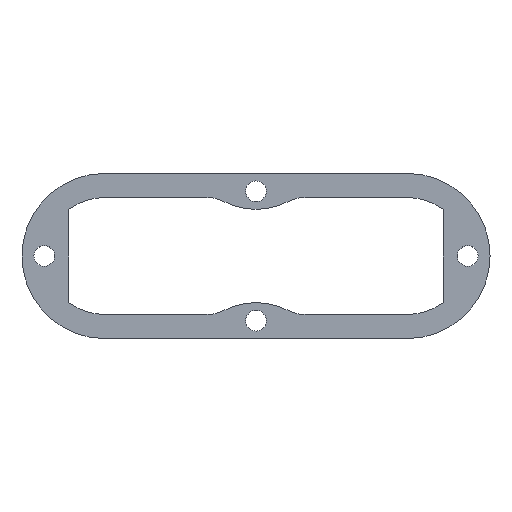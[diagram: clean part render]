
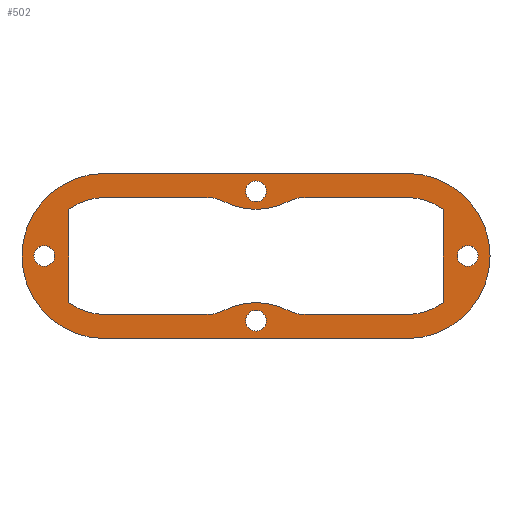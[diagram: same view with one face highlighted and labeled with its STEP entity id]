
A CAD part, top view. The second image highlights one B-rep face of the part: STEP entity #502.
In plain terms, the highlighted planar face has unit normal (0, 0, 1).
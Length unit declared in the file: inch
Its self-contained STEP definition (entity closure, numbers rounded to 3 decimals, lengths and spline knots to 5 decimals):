
#24=FACE_BOUND('',#100,.T.);
#25=FACE_BOUND('',#101,.T.);
#26=FACE_BOUND('',#102,.T.);
#27=FACE_BOUND('',#103,.T.);
#28=FACE_BOUND('',#104,.T.);
#38=PLANE('',#580);
#64=FACE_OUTER_BOUND('',#99,.T.);
#99=EDGE_LOOP('',(#437,#438,#439,#440));
#100=EDGE_LOOP('',(#441,#442,#443,#444,#445,#446,#447,#448,#449,#450,#451,
#452,#453,#454,#455,#456));
#101=EDGE_LOOP('',(#457));
#102=EDGE_LOOP('',(#458));
#103=EDGE_LOOP('',(#459));
#104=EDGE_LOOP('',(#460));
#109=LINE('',#750,#145);
#118=LINE('',#789,#154);
#121=LINE('',#800,#157);
#126=LINE('',#813,#162);
#128=LINE('',#821,#164);
#132=LINE('',#831,#168);
#136=LINE('',#865,#172);
#139=LINE('',#873,#175);
#145=VECTOR('',#595,0.3937);
#154=VECTOR('',#636,0.3937);
#157=VECTOR('',#647,0.3937);
#162=VECTOR('',#660,0.3937);
#164=VECTOR('',#670,0.3937);
#168=VECTOR('',#682,0.3937);
#172=VECTOR('',#718,0.3937);
#175=VECTOR('',#727,0.3937);
#178=CIRCLE('',#525,0.63);
#180=CIRCLE('',#529,0.63);
#181=CIRCLE('',#531,1.18);
#184=CIRCLE('',#535,0.63);
#186=CIRCLE('',#538,1.18);
#188=CIRCLE('',#541,0.63);
#190=CIRCLE('',#545,0.985);
#192=CIRCLE('',#549,0.985);
#194=CIRCLE('',#553,0.985);
#196=CIRCLE('',#557,0.985);
#198=CIRCLE('',#561,0.175);
#200=CIRCLE('',#564,0.175);
#202=CIRCLE('',#567,0.175);
#204=CIRCLE('',#570,0.175);
#207=CIRCLE('',#576,1.39);
#208=CIRCLE('',#579,1.39);
#211=VERTEX_POINT('',#740);
#212=VERTEX_POINT('',#742);
#214=VERTEX_POINT('',#748);
#217=VERTEX_POINT('',#755);
#218=VERTEX_POINT('',#757);
#221=VERTEX_POINT('',#767);
#222=VERTEX_POINT('',#769);
#224=VERTEX_POINT('',#775);
#226=VERTEX_POINT('',#781);
#228=VERTEX_POINT('',#787);
#230=VERTEX_POINT('',#792);
#232=VERTEX_POINT('',#796);
#234=VERTEX_POINT('',#805);
#236=VERTEX_POINT('',#811);
#238=VERTEX_POINT('',#817);
#240=VERTEX_POINT('',#826);
#242=VERTEX_POINT('',#835);
#244=VERTEX_POINT('',#840);
#246=VERTEX_POINT('',#845);
#248=VERTEX_POINT('',#850);
#253=VERTEX_POINT('',#862);
#254=VERTEX_POINT('',#864);
#255=VERTEX_POINT('',#868);
#256=VERTEX_POINT('',#872);
#259=EDGE_CURVE('',#211,#212,#178,.T.);
#263=EDGE_CURVE('',#211,#214,#109,.T.);
#266=EDGE_CURVE('',#217,#218,#180,.T.);
#268=EDGE_CURVE('',#217,#212,#181,.T.);
#272=EDGE_CURVE('',#221,#222,#184,.T.);
#276=EDGE_CURVE('',#221,#224,#186,.T.);
#279=EDGE_CURVE('',#226,#224,#188,.T.);
#282=EDGE_CURVE('',#226,#228,#118,.T.);
#286=EDGE_CURVE('',#230,#232,#190,.T.);
#287=EDGE_CURVE('',#232,#218,#121,.T.);
#291=EDGE_CURVE('',#214,#234,#192,.T.);
#294=EDGE_CURVE('',#234,#236,#126,.T.);
#297=EDGE_CURVE('',#236,#238,#194,.T.);
#298=EDGE_CURVE('',#238,#222,#128,.T.);
#302=EDGE_CURVE('',#228,#240,#196,.T.);
#304=EDGE_CURVE('',#240,#230,#132,.T.);
#306=EDGE_CURVE('',#242,#242,#198,.T.);
#308=EDGE_CURVE('',#244,#244,#200,.T.);
#310=EDGE_CURVE('',#246,#246,#202,.T.);
#312=EDGE_CURVE('',#248,#248,#204,.T.);
#318=EDGE_CURVE('',#254,#253,#136,.T.);
#320=EDGE_CURVE('',#255,#254,#207,.T.);
#322=EDGE_CURVE('',#256,#255,#139,.T.);
#324=EDGE_CURVE('',#253,#256,#208,.T.);
#437=ORIENTED_EDGE('',*,*,#324,.T.);
#438=ORIENTED_EDGE('',*,*,#322,.T.);
#439=ORIENTED_EDGE('',*,*,#320,.T.);
#440=ORIENTED_EDGE('',*,*,#318,.T.);
#441=ORIENTED_EDGE('',*,*,#286,.T.);
#442=ORIENTED_EDGE('',*,*,#287,.T.);
#443=ORIENTED_EDGE('',*,*,#266,.F.);
#444=ORIENTED_EDGE('',*,*,#268,.T.);
#445=ORIENTED_EDGE('',*,*,#259,.F.);
#446=ORIENTED_EDGE('',*,*,#263,.T.);
#447=ORIENTED_EDGE('',*,*,#291,.T.);
#448=ORIENTED_EDGE('',*,*,#294,.T.);
#449=ORIENTED_EDGE('',*,*,#297,.T.);
#450=ORIENTED_EDGE('',*,*,#298,.T.);
#451=ORIENTED_EDGE('',*,*,#272,.F.);
#452=ORIENTED_EDGE('',*,*,#276,.T.);
#453=ORIENTED_EDGE('',*,*,#279,.F.);
#454=ORIENTED_EDGE('',*,*,#282,.T.);
#455=ORIENTED_EDGE('',*,*,#302,.T.);
#456=ORIENTED_EDGE('',*,*,#304,.T.);
#457=ORIENTED_EDGE('',*,*,#306,.T.);
#458=ORIENTED_EDGE('',*,*,#308,.T.);
#459=ORIENTED_EDGE('',*,*,#310,.T.);
#460=ORIENTED_EDGE('',*,*,#312,.T.);
#502=ADVANCED_FACE('',(#64,#24,#25,#26,#27,#28),#38,.T.);
#525=AXIS2_PLACEMENT_3D('',#743,#588,#589);
#529=AXIS2_PLACEMENT_3D('',#758,#601,#602);
#531=AXIS2_PLACEMENT_3D('',#761,#606,#607);
#535=AXIS2_PLACEMENT_3D('',#770,#615,#616);
#538=AXIS2_PLACEMENT_3D('',#777,#623,#624);
#541=AXIS2_PLACEMENT_3D('',#783,#630,#631);
#545=AXIS2_PLACEMENT_3D('',#798,#643,#644);
#549=AXIS2_PLACEMENT_3D('',#807,#654,#655);
#553=AXIS2_PLACEMENT_3D('',#819,#666,#667);
#557=AXIS2_PLACEMENT_3D('',#828,#677,#678);
#561=AXIS2_PLACEMENT_3D('',#836,#687,#688);
#564=AXIS2_PLACEMENT_3D('',#841,#693,#694);
#567=AXIS2_PLACEMENT_3D('',#846,#699,#700);
#570=AXIS2_PLACEMENT_3D('',#851,#705,#706);
#576=AXIS2_PLACEMENT_3D('',#869,#722,#723);
#579=AXIS2_PLACEMENT_3D('',#876,#731,#732);
#580=AXIS2_PLACEMENT_3D('',#877,#733,#734);
#588=DIRECTION('center_axis',(0.,0.,1.));
#589=DIRECTION('ref_axis',(0.235,-0.972,0.));
#595=DIRECTION('',(-1.,0.,0.));
#601=DIRECTION('center_axis',(0.,0.,1.));
#602=DIRECTION('ref_axis',(-0.235,-0.972,0.));
#606=DIRECTION('center_axis',(0.,0.,1.));
#607=DIRECTION('ref_axis',(-0.557,-0.831,0.));
#615=DIRECTION('center_axis',(0.,0.,1.));
#616=DIRECTION('ref_axis',(0.235,0.972,0.));
#623=DIRECTION('center_axis',(0.,0.,1.));
#624=DIRECTION('ref_axis',(0.557,0.831,0.));
#630=DIRECTION('center_axis',(0.,0.,1.));
#631=DIRECTION('ref_axis',(-0.235,0.972,0.));
#636=DIRECTION('',(1.,0.,0.));
#643=DIRECTION('center_axis',(0.,0.,-1.));
#644=DIRECTION('ref_axis',(0.,-1.,0.));
#647=DIRECTION('',(-1.,0.,0.));
#654=DIRECTION('center_axis',(0.,0.,-1.));
#655=DIRECTION('ref_axis',(-0.609,-0.793,0.));
#660=DIRECTION('',(0.,1.,0.));
#666=DIRECTION('center_axis',(0.,0.,-1.));
#667=DIRECTION('ref_axis',(0.,1.,0.));
#670=DIRECTION('',(1.,0.,0.));
#677=DIRECTION('center_axis',(0.,0.,-1.));
#678=DIRECTION('ref_axis',(0.609,0.793,0.));
#682=DIRECTION('',(0.,-1.,0.));
#687=DIRECTION('center_axis',(0.,0.,-1.));
#688=DIRECTION('ref_axis',(-1.,0.,0.));
#693=DIRECTION('center_axis',(0.,0.,-1.));
#694=DIRECTION('ref_axis',(-1.,0.,0.));
#699=DIRECTION('center_axis',(0.,0.,-1.));
#700=DIRECTION('ref_axis',(-1.,0.,0.));
#705=DIRECTION('center_axis',(0.,0.,-1.));
#706=DIRECTION('ref_axis',(-1.,0.,0.));
#718=DIRECTION('',(1.,0.,0.));
#722=DIRECTION('center_axis',(0.,0.,1.));
#723=DIRECTION('ref_axis',(0.,-1.,0.));
#727=DIRECTION('',(-1.,0.,0.));
#731=DIRECTION('center_axis',(0.,0.,1.));
#732=DIRECTION('ref_axis',(0.,1.,0.));
#733=DIRECTION('center_axis',(0.,0.,1.));
#734=DIRECTION('ref_axis',(1.,0.,0.));
#740=CARTESIAN_POINT('',(-0.82704,-0.985,0.0625));
#742=CARTESIAN_POINT('',(-0.53918,-0.91539,0.0625));
#743=CARTESIAN_POINT('Origin',(-0.82704,-0.355,0.0625));
#748=CARTESIAN_POINT('',(-2.55,-0.985,0.0625));
#750=CARTESIAN_POINT('',(-1.275,-0.985,0.0625));
#755=CARTESIAN_POINT('',(0.53918,-0.91539,0.0625));
#757=CARTESIAN_POINT('',(0.82704,-0.985,0.0625));
#758=CARTESIAN_POINT('Origin',(0.82704,-0.355,0.0625));
#761=CARTESIAN_POINT('Origin',(0.,-1.965,0.0625));
#767=CARTESIAN_POINT('',(-0.53918,0.91539,0.0625));
#769=CARTESIAN_POINT('',(-0.82704,0.985,0.0625));
#770=CARTESIAN_POINT('Origin',(-0.82704,0.355,0.0625));
#775=CARTESIAN_POINT('',(0.53918,0.91539,0.0625));
#777=CARTESIAN_POINT('Origin',(0.,1.965,0.0625));
#781=CARTESIAN_POINT('',(0.82704,0.985,0.0625));
#783=CARTESIAN_POINT('Origin',(0.82704,0.355,0.0625));
#787=CARTESIAN_POINT('',(2.55,0.985,0.0625));
#789=CARTESIAN_POINT('',(1.275,0.985,0.0625));
#792=CARTESIAN_POINT('',(3.15,-0.78117,0.0625));
#796=CARTESIAN_POINT('',(2.55,-0.985,0.0625));
#798=CARTESIAN_POINT('Origin',(2.55,0.,0.0625));
#800=CARTESIAN_POINT('',(0.32863,-0.985,0.0625));
#805=CARTESIAN_POINT('',(-3.15,-0.78117,0.0625));
#807=CARTESIAN_POINT('Origin',(-2.55,0.,0.0625));
#811=CARTESIAN_POINT('',(-3.15,0.78117,0.0625));
#813=CARTESIAN_POINT('',(-3.15,0.39058,0.0625));
#817=CARTESIAN_POINT('',(-2.55,0.985,0.0625));
#819=CARTESIAN_POINT('Origin',(-2.55,0.,0.0625));
#821=CARTESIAN_POINT('',(-0.32863,0.985,0.0625));
#826=CARTESIAN_POINT('',(3.15,0.78117,0.0625));
#828=CARTESIAN_POINT('Origin',(2.55,0.,0.0625));
#831=CARTESIAN_POINT('',(3.15,0.,0.0625));
#835=CARTESIAN_POINT('',(0.175,-1.09,0.0625));
#836=CARTESIAN_POINT('Origin',(0.,-1.09,0.0625));
#840=CARTESIAN_POINT('',(0.175,1.09,0.0625));
#841=CARTESIAN_POINT('Origin',(0.,1.09,0.0625));
#845=CARTESIAN_POINT('',(3.74,0.,0.0625));
#846=CARTESIAN_POINT('Origin',(3.565,0.,0.0625));
#850=CARTESIAN_POINT('',(-3.39,0.,0.0625));
#851=CARTESIAN_POINT('Origin',(-3.565,0.,0.0625));
#862=CARTESIAN_POINT('',(2.55,-1.39,0.0625));
#864=CARTESIAN_POINT('',(-2.55,-1.39,0.0625));
#865=CARTESIAN_POINT('',(2.55,-1.39,0.0625));
#868=CARTESIAN_POINT('',(-2.55,1.39,0.0625));
#869=CARTESIAN_POINT('Origin',(-2.55,0.,0.0625));
#872=CARTESIAN_POINT('',(2.55,1.39,0.0625));
#873=CARTESIAN_POINT('',(-2.55,1.39,0.0625));
#876=CARTESIAN_POINT('Origin',(2.55,0.,0.0625));
#877=CARTESIAN_POINT('Origin',(0.,0.,0.0625));
